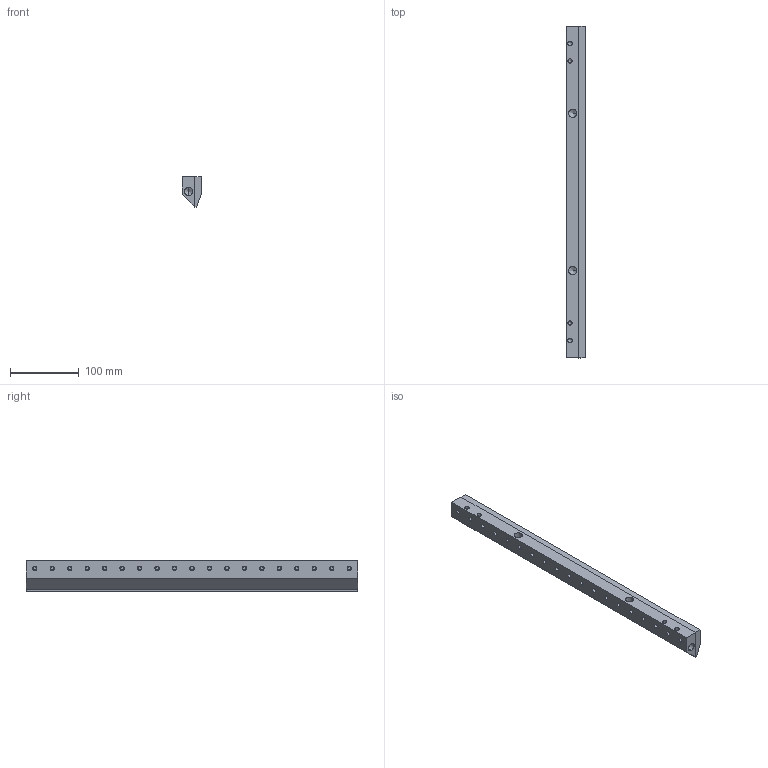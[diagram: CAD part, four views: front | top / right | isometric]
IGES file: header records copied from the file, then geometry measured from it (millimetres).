
Start section: SolidWorks IGES file using NURBS representation for surfaces
Global section: file name: 10019XS.IGS; native system: SolidWorks 2015; preprocessor: SolidWorks 2015; author: NEXFLOW GRAPHICS; date: 250321.151909; units: millimetre
Bounding box: 28.56 x 482.6 x 44.45 mm (x, y, z)
Surface area: 130583.7 mm2 (no closed solid volume)
Topology: 0 solids, 0 shells, 692 faces, 9336 edges, 9282 vertices
Faces by surface type: bspline 692
